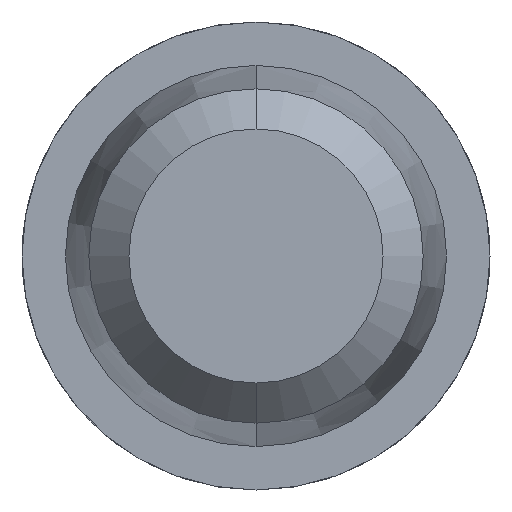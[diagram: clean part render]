
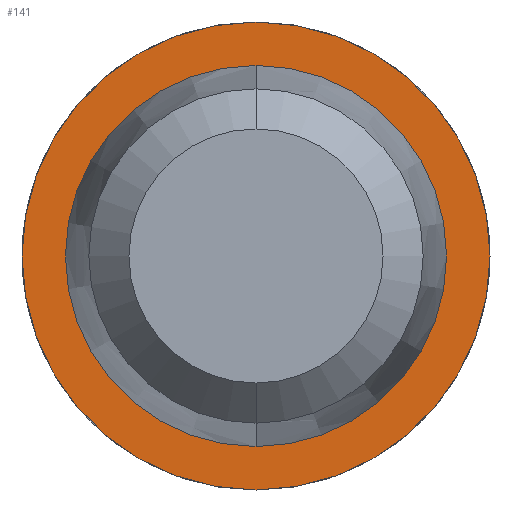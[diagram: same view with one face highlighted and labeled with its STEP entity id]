
A CAD part, front view. The second image highlights one B-rep face of the part: STEP entity #141.
In plain terms, the highlighted planar face has unit normal (0, -1, 0).
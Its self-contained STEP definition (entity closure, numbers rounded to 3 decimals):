
#141 = ADVANCED_FACE ( 'Defeature ausgef�hrt2_38', ( #920, #2925 ), #1574, .T. ) ;
#185 = CIRCLE ( 'NONE', #1466, 0.57 ) ;
#207 = DIRECTION ( 'NONE',  ( 0., -1., 0. ) ) ;
#420 = CARTESIAN_POINT ( 'NONE',  ( 0., 26., 0.57 ) ) ;
#701 = EDGE_LOOP ( 'NONE', ( #3238, #2248 ) ) ;
#920 = FACE_OUTER_BOUND ( 'NONE', #1110, .T. ) ;
#954 = CARTESIAN_POINT ( 'NONE',  ( 0., 26., 0. ) ) ;
#1087 = CARTESIAN_POINT ( 'NONE',  ( 0., 26., 0.7 ) ) ;
#1100 = CARTESIAN_POINT ( 'NONE',  ( 0.57, 26., 0. ) ) ;
#1110 = EDGE_LOOP ( 'NONE', ( #2311, #4397 ) ) ;
#1298 = AXIS2_PLACEMENT_3D ( 'NONE', #4771, #2080, #2041 ) ;
#1309 = EDGE_CURVE ( 'Defeature ausgef�hrt2_37+Defeature ausgef�hrt2_38+Defeature ausgef�hrt2_38+Defeature ausgef�hrt2_38', #3968, #2661, #2388, .T. ) ;
#1350 = DIRECTION ( 'NONE',  ( 0., -1., 0. ) ) ;
#1448 = DIRECTION ( 'NONE',  ( 0., 0., -1. ) ) ;
#1466 = AXIS2_PLACEMENT_3D ( 'NONE', #954, #1350, #3263 ) ;
#1574 = PLANE ( 'NONE',  #3681 ) ;
#1799 = CARTESIAN_POINT ( 'NONE',  ( 0., 26., -0.7 ) ) ;
#2041 = DIRECTION ( 'NONE',  ( 0., 0., -1. ) ) ;
#2080 = DIRECTION ( 'NONE',  ( 0., -1., 0. ) ) ;
#2217 = CARTESIAN_POINT ( 'NONE',  ( 0., 26., 0. ) ) ;
#2248 = ORIENTED_EDGE ( 'NONE', *, *, #1309, .F. ) ;
#2311 = ORIENTED_EDGE ( 'NONE', *, *, #3856, .T. ) ;
#2388 = CIRCLE ( 'NONE', #3832, 0.57 ) ;
#2627 = EDGE_CURVE ( 'Defeature ausgef�hrt2_38+Defeature ausgef�hrt2_39+Defeature ausgef�hrt2_39+Defeature ausgef�hrt2_39', #3410, #4544, #4545, .T. ) ;
#2661 = VERTEX_POINT ( 'NONE', #420 ) ;
#2925 = FACE_BOUND ( 'NONE', #701, .T. ) ;
#3078 = DIRECTION ( 'NONE',  ( 0., 0., -1. ) ) ;
#3118 = DIRECTION ( 'NONE',  ( 0., 0., -1. ) ) ;
#3238 = ORIENTED_EDGE ( 'NONE', *, *, #3242, .F. ) ;
#3242 = EDGE_CURVE ( 'Defeature ausgef�hrt2_37+Defeature ausgef�hrt2_38+Defeature ausgef�hrt2_38+Defeature ausgef�hrt2_38', #2661, #3968, #185, .T. ) ;
#3263 = DIRECTION ( 'NONE',  ( 0., 0., -1. ) ) ;
#3410 = VERTEX_POINT ( 'NONE', #1087 ) ;
#3681 = AXIS2_PLACEMENT_3D ( 'NONE', #1100, #4311, #3118 ) ;
#3717 = CIRCLE ( 'NONE', #3771, 0.7 ) ;
#3771 = AXIS2_PLACEMENT_3D ( 'NONE', #2217, #207, #1448 ) ;
#3832 = AXIS2_PLACEMENT_3D ( 'NONE', #4226, #3874, #3078 ) ;
#3856 = EDGE_CURVE ( 'Defeature ausgef�hrt2_38+Defeature ausgef�hrt2_39+Defeature ausgef�hrt2_39+Defeature ausgef�hrt2_39', #4544, #3410, #3717, .T. ) ;
#3874 = DIRECTION ( 'NONE',  ( 0., -1., 0. ) ) ;
#3968 = VERTEX_POINT ( 'NONE', #5156 ) ;
#4226 = CARTESIAN_POINT ( 'NONE',  ( 0., 26., 0. ) ) ;
#4311 = DIRECTION ( 'NONE',  ( 0., -1., 0. ) ) ;
#4397 = ORIENTED_EDGE ( 'NONE', *, *, #2627, .T. ) ;
#4544 = VERTEX_POINT ( 'NONE', #1799 ) ;
#4545 = CIRCLE ( 'NONE', #1298, 0.7 ) ;
#4771 = CARTESIAN_POINT ( 'NONE',  ( 0., 26., 0. ) ) ;
#5156 = CARTESIAN_POINT ( 'NONE',  ( 0., 26., -0.57 ) ) ;
